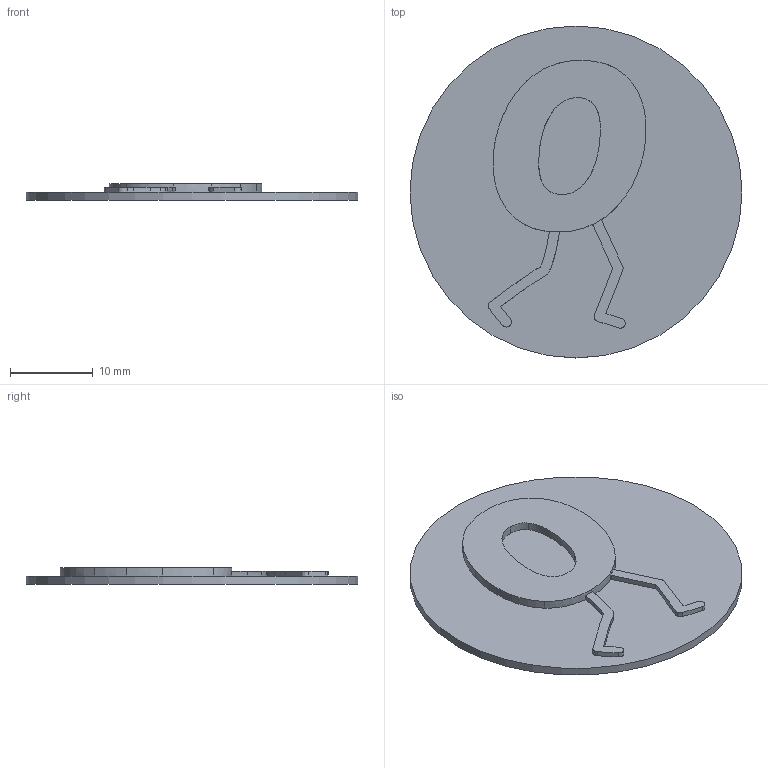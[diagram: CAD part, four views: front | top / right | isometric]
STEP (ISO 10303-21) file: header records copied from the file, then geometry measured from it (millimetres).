
FILE_DESCRIPTION(('FreeCAD Model'),'2;1');
FILE_NAME('Bit-0.step','2017-11-26T19:11:40',(''),(''),'Open CASCADE STEP processor 7.1', 'FreeCAD','Unknown');
FILE_SCHEMA(('AUTOMOTIVE_DESIGN { 1 0 10303 214 1 1 1 1 }'));
Length unit declared in the file: millimetre
Products named in the file (1): Bit-0-coin
Bounding box: 40 x 40 x 2 mm (x, y, z)
Volume: 1512.5 mm3; surface area: 2768.3 mm2
Topology: 1 solids, 1 shells, 58 faces, 162 edges, 108 vertices
Faces by surface type: extrusion 51, plane 6, cylinder 1
Full cylindrical faces by diameter (mm): 40 x1
Entity records: 4958 total; most frequent: CARTESIAN_POINT 1771, ORIENTED_EDGE 324, PCURVE 324, DEFINITIONAL_REPRESENTATION 324, DIRECTION 319, VECTOR 297, B_SPLINE_CURVE_WITH_KNOTS 247, LINE 246
